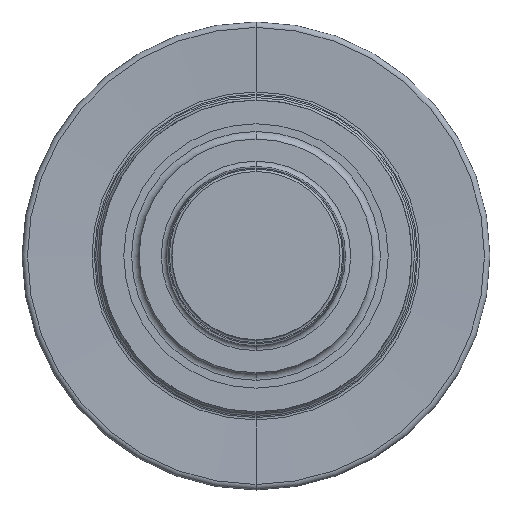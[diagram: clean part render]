
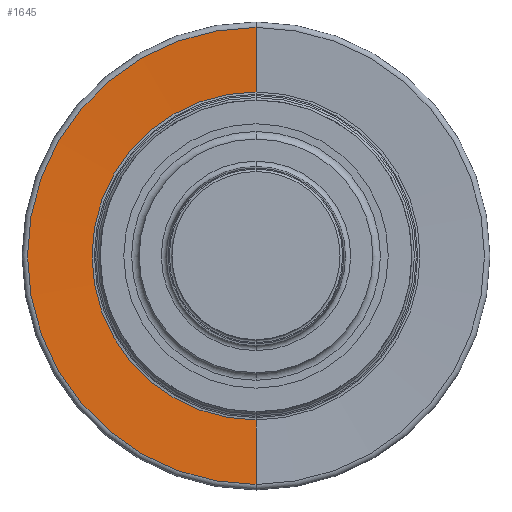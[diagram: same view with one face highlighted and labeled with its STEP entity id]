
A CAD part, top view. The second image highlights one B-rep face of the part: STEP entity #1645.
In plain terms, the highlighted conical face has half-angle 88.076 degrees and reference radius 7.423 mm.
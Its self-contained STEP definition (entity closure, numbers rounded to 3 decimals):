
#1209=CARTESIAN_POINT('',(0.,0.,0.872));
#1210=DIRECTION('',(0.,0.,-1.));
#1211=DIRECTION('',(0.,1.,0.));
#1212=AXIS2_PLACEMENT_3D('',#1209,#1210,#1211);
#1217=DIRECTION('',(0.,0.999,-0.034));
#1218=VECTOR('',#1217,2.442);
#1219=CARTESIAN_POINT('',(0.,6.203,0.872));
#1220=LINE('',#1219,#1218);
#1224=DIRECTION('',(0.,-0.999,-0.034));
#1225=VECTOR('',#1224,2.442);
#1226=CARTESIAN_POINT('',(0.,-6.203,0.872));
#1227=LINE('',#1226,#1225);
#1263=CARTESIAN_POINT('',(0.,0.,0.79));
#1264=DIRECTION('',(0.,0.,-1.));
#1265=DIRECTION('',(0.,1.,0.));
#1266=AXIS2_PLACEMENT_3D('',#1263,#1264,#1265);
#1405=CARTESIAN_POINT('',(0.,6.203,0.872));
#1406=VERTEX_POINT('',#1405);
#1407=CARTESIAN_POINT('',(0.,8.643,0.79));
#1408=VERTEX_POINT('',#1407);
#1431=CARTESIAN_POINT('',(0.,-6.203,0.872));
#1432=VERTEX_POINT('',#1431);
#1433=CARTESIAN_POINT('',(0.,-8.643,0.79));
#1434=VERTEX_POINT('',#1433);
#1631=CARTESIAN_POINT('',(0.,0.,0.831));
#1632=DIRECTION('',(0.,0.,-1.));
#1633=DIRECTION('',(0.,-1.,0.));
#1634=AXIS2_PLACEMENT_3D('',#1631,#1632,#1633);
#1635=CONICAL_SURFACE('',#1634,7.423,88.076);
#1637=ORIENTED_EDGE('',*,*,#1636,.F.);
#1638=ORIENTED_EDGE('',*,*,#1626,.T.);
#1640=ORIENTED_EDGE('',*,*,#1639,.T.);
#1642=ORIENTED_EDGE('',*,*,#1641,.F.);
#1643=EDGE_LOOP('',(#1637,#1638,#1640,#1642));
#1644=FACE_OUTER_BOUND('',#1643,.F.);
#1645=ADVANCED_FACE('',(#1644),#1635,.F.);
#1213=CIRCLE('',#1212,6.203);
#1267=CIRCLE('',#1266,8.643);
#1626=EDGE_CURVE('',#1406,#1432,#1213,.T.);
#1636=EDGE_CURVE('',#1406,#1408,#1220,.T.);
#1639=EDGE_CURVE('',#1432,#1434,#1227,.T.);
#1641=EDGE_CURVE('',#1408,#1434,#1267,.T.);
